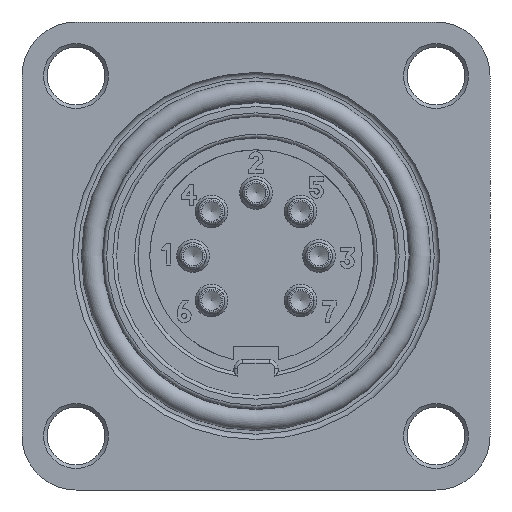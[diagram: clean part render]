
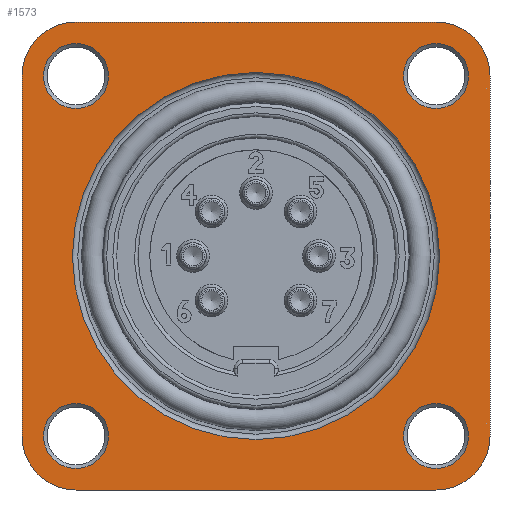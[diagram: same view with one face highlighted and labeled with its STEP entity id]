
A CAD part, front view. The second image highlights one B-rep face of the part: STEP entity #1573.
In plain terms, the highlighted planar face has unit normal (0, -1, 0).
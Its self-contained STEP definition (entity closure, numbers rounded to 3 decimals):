
#1120=FACE_BOUND('',#2279,.T.);
#1121=FACE_BOUND('',#2280,.T.);
#1122=FACE_BOUND('',#2281,.T.);
#1123=FACE_BOUND('',#2282,.T.);
#1124=FACE_BOUND('',#2283,.T.);
#1125=FACE_BOUND('',#2284,.T.);
#1375=PLANE('',#5849);
#1573=ADVANCED_FACE('',(#1120,#1121,#1122,#1123,#1124,#1125),#1375,.T.);
#2279=EDGE_LOOP('',(#3747));
#2280=EDGE_LOOP('',(#3748));
#2281=EDGE_LOOP('',(#3749));
#2282=EDGE_LOOP('',(#3750));
#2283=EDGE_LOOP('',(#3751));
#2284=EDGE_LOOP('',(#3752,#3753,#3754,#3755,#3756,#3757,#3758,#3759));
#2737=LINE('',#9472,#2992);
#2741=LINE('',#9481,#2996);
#2745=LINE('',#9490,#3000);
#2749=LINE('',#9514,#3004);
#2992=VECTOR('',#6851,1.);
#2996=VECTOR('',#6857,1.);
#3000=VECTOR('',#6863,1.);
#3004=VECTOR('',#6887,1.);
#3747=ORIENTED_EDGE('',*,*,#5117,.T.);
#3748=ORIENTED_EDGE('',*,*,#5118,.T.);
#3749=ORIENTED_EDGE('',*,*,#5119,.T.);
#3750=ORIENTED_EDGE('',*,*,#5120,.T.);
#3751=ORIENTED_EDGE('',*,*,#5121,.F.);
#3752=ORIENTED_EDGE('',*,*,#5104,.T.);
#3753=ORIENTED_EDGE('',*,*,#5122,.T.);
#3754=ORIENTED_EDGE('',*,*,#5114,.T.);
#3755=ORIENTED_EDGE('',*,*,#5123,.T.);
#3756=ORIENTED_EDGE('',*,*,#5096,.T.);
#3757=ORIENTED_EDGE('',*,*,#5124,.T.);
#3758=ORIENTED_EDGE('',*,*,#5100,.T.);
#3759=ORIENTED_EDGE('',*,*,#5125,.T.);
#4555=VERTEX_POINT('',#9466);
#4558=VERTEX_POINT('',#9471);
#4559=VERTEX_POINT('',#9475);
#4562=VERTEX_POINT('',#9480);
#4563=VERTEX_POINT('',#9484);
#4566=VERTEX_POINT('',#9489);
#4573=VERTEX_POINT('',#9508);
#4576=VERTEX_POINT('',#9513);
#4579=VERTEX_POINT('',#9522);
#4580=VERTEX_POINT('',#9524);
#4581=VERTEX_POINT('',#9526);
#4582=VERTEX_POINT('',#9528);
#4583=VERTEX_POINT('',#9530);
#5096=EDGE_CURVE('',#4555,#4558,#2737,.T.);
#5100=EDGE_CURVE('',#4559,#4562,#2741,.T.);
#5104=EDGE_CURVE('',#4563,#4566,#2745,.T.);
#5114=EDGE_CURVE('',#4573,#4576,#2749,.T.);
#5117=EDGE_CURVE('',#4579,#4579,#5429,.T.);
#5118=EDGE_CURVE('',#4580,#4580,#5430,.T.);
#5119=EDGE_CURVE('',#4581,#4581,#5431,.T.);
#5120=EDGE_CURVE('',#4582,#4582,#5432,.T.);
#5121=EDGE_CURVE('',#4583,#4583,#5433,.T.);
#5122=EDGE_CURVE('',#4566,#4573,#5434,.T.);
#5123=EDGE_CURVE('',#4576,#4555,#5435,.T.);
#5124=EDGE_CURVE('',#4558,#4559,#5436,.T.);
#5125=EDGE_CURVE('',#4562,#4563,#5437,.T.);
#5429=CIRCLE('',#5840,1.8);
#5430=CIRCLE('',#5841,1.8);
#5431=CIRCLE('',#5842,1.8);
#5432=CIRCLE('',#5843,1.8);
#5433=CIRCLE('',#5844,10.2);
#5434=CIRCLE('',#5845,3.);
#5435=CIRCLE('',#5846,3.);
#5436=CIRCLE('',#5847,3.);
#5437=CIRCLE('',#5848,3.);
#5840=AXIS2_PLACEMENT_3D('',#9521,#6896,#6897);
#5841=AXIS2_PLACEMENT_3D('',#9523,#6898,#6899);
#5842=AXIS2_PLACEMENT_3D('',#9525,#6900,#6901);
#5843=AXIS2_PLACEMENT_3D('',#9527,#6902,#6903);
#5844=AXIS2_PLACEMENT_3D('',#9529,#6904,#6905);
#5845=AXIS2_PLACEMENT_3D('',#9531,#6906,#6907);
#5846=AXIS2_PLACEMENT_3D('',#9532,#6908,#6909);
#5847=AXIS2_PLACEMENT_3D('',#9533,#6910,#6911);
#5848=AXIS2_PLACEMENT_3D('',#9534,#6912,#6913);
#5849=AXIS2_PLACEMENT_3D('',#9535,#6914,#6915);
#6851=DIRECTION('',(-1.,0.,0.));
#6857=DIRECTION('',(0.,0.,-1.));
#6863=DIRECTION('',(1.,0.,0.));
#6887=DIRECTION('',(0.,0.,1.));
#6896=DIRECTION('',(0.,1.,0.));
#6897=DIRECTION('',(0.,0.,-1.));
#6898=DIRECTION('',(0.,1.,0.));
#6899=DIRECTION('',(0.,0.,-1.));
#6900=DIRECTION('',(0.,1.,0.));
#6901=DIRECTION('',(0.,0.,-1.));
#6902=DIRECTION('',(0.,1.,0.));
#6903=DIRECTION('',(0.,0.,-1.));
#6904=DIRECTION('',(0.,-1.,0.));
#6905=DIRECTION('',(0.,0.,-1.));
#6906=DIRECTION('',(0.,-1.,0.));
#6907=DIRECTION('',(0.,0.,-1.));
#6908=DIRECTION('',(0.,-1.,0.));
#6909=DIRECTION('',(0.,0.,-1.));
#6910=DIRECTION('',(0.,-1.,0.));
#6911=DIRECTION('',(0.,0.,-1.));
#6912=DIRECTION('',(0.,-1.,0.));
#6913=DIRECTION('',(0.,0.,-1.));
#6914=DIRECTION('',(0.,-1.,0.));
#6915=DIRECTION('',(0.,0.,-1.));
#9466=CARTESIAN_POINT('',(10.,-10.,13.));
#9471=CARTESIAN_POINT('',(-10.,-10.,13.));
#9472=CARTESIAN_POINT('',(13.,-10.,13.));
#9475=CARTESIAN_POINT('',(-13.,-10.,10.));
#9480=CARTESIAN_POINT('',(-13.,-10.,-10.));
#9481=CARTESIAN_POINT('',(-13.,-10.,13.));
#9484=CARTESIAN_POINT('',(-10.,-10.,-13.));
#9489=CARTESIAN_POINT('',(10.,-10.,-13.));
#9490=CARTESIAN_POINT('',(-13.,-10.,-13.));
#9508=CARTESIAN_POINT('',(13.,-10.,-10.));
#9513=CARTESIAN_POINT('',(13.,-10.,10.));
#9514=CARTESIAN_POINT('',(13.,-10.,-13.));
#9521=CARTESIAN_POINT('',(-10.,-10.,-10.));
#9522=CARTESIAN_POINT('',(-10.,-10.,-11.8));
#9523=CARTESIAN_POINT('',(-10.,-10.,10.));
#9524=CARTESIAN_POINT('',(-10.,-10.,8.2));
#9525=CARTESIAN_POINT('',(10.,-10.,10.));
#9526=CARTESIAN_POINT('',(10.,-10.,8.2));
#9527=CARTESIAN_POINT('',(10.,-10.,-10.));
#9528=CARTESIAN_POINT('',(10.,-10.,-11.8));
#9529=CARTESIAN_POINT('',(0.,-10.,0.));
#9530=CARTESIAN_POINT('',(0.,-10.,-10.2));
#9531=CARTESIAN_POINT('',(10.,-10.,-10.));
#9532=CARTESIAN_POINT('',(10.,-10.,10.));
#9533=CARTESIAN_POINT('',(-10.,-10.,10.));
#9534=CARTESIAN_POINT('',(-10.,-10.,-10.));
#9535=CARTESIAN_POINT('',(-10.,-10.,-10.));
